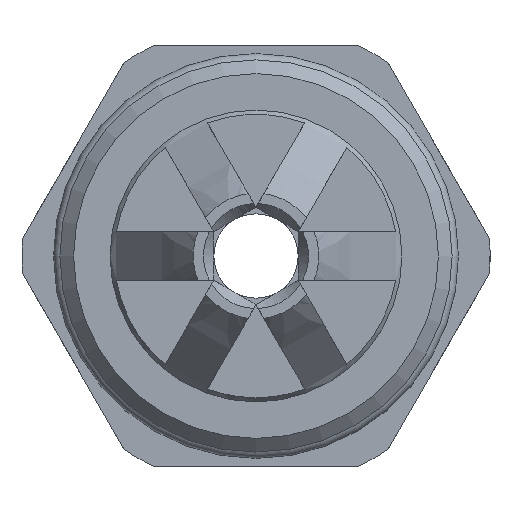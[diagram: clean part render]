
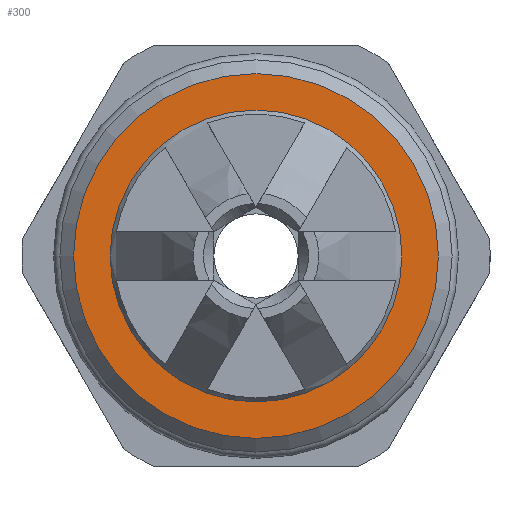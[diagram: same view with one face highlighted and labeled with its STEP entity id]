
A CAD part, left-side view. The second image highlights one B-rep face of the part: STEP entity #300.
In plain terms, the highlighted planar face has unit normal (-1, 0, 0).
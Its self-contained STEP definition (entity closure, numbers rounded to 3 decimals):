
#300 = ADVANCED_FACE( '', ( #682, #683 ), #684, .T. );
#682 = FACE_BOUND( '', #1142, .T. );
#683 = FACE_OUTER_BOUND( '', #1143, .T. );
#684 = PLANE( '', #1144 );
#1142 = EDGE_LOOP( '', ( #1973 ) );
#1143 = EDGE_LOOP( '', ( #1974 ) );
#1144 = AXIS2_PLACEMENT_3D( '', #1975, #1976, #1977 );
#1973 = ORIENTED_EDGE( '', *, *, #2969, .T. );
#1974 = ORIENTED_EDGE( '', *, *, #2879, .F. );
#1975 = CARTESIAN_POINT( '', ( 0., 8.65, 0. ) );
#1976 = DIRECTION( '', ( -1., 0., 0. ) );
#1977 = DIRECTION( '', ( 0., 0., 1. ) );
#2879 = EDGE_CURVE( '', #3526, #3526, #3527, .T. );
#2969 = EDGE_CURVE( '', #3658, #3658, #3659, .T. );
#3526 = VERTEX_POINT( '', #4517 );
#3527 = CIRCLE( '', #4518, 8.65 );
#3658 = VERTEX_POINT( '', #4824 );
#3659 = CIRCLE( '', #4825, 6.92 );
#4517 = CARTESIAN_POINT( '', ( 0., 0., -8.65 ) );
#4518 = AXIS2_PLACEMENT_3D( '', #5546, #5547, #5548 );
#4824 = CARTESIAN_POINT( '', ( 0., 0., -6.92 ) );
#4825 = AXIS2_PLACEMENT_3D( '', #5623, #5624, #5625 );
#5546 = CARTESIAN_POINT( '', ( 0., 0., 0. ) );
#5547 = DIRECTION( '', ( 1., 0., 0. ) );
#5548 = DIRECTION( '', ( 0., 0., -1. ) );
#5623 = CARTESIAN_POINT( '', ( 0., 0., 0. ) );
#5624 = DIRECTION( '', ( 1., 0., 0. ) );
#5625 = DIRECTION( '', ( 0., 0., -1. ) );
